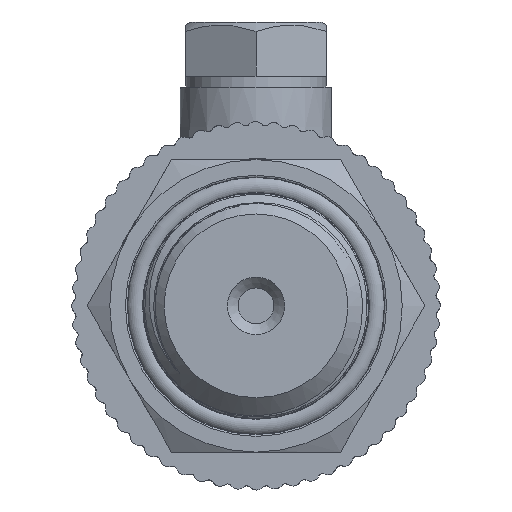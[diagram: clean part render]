
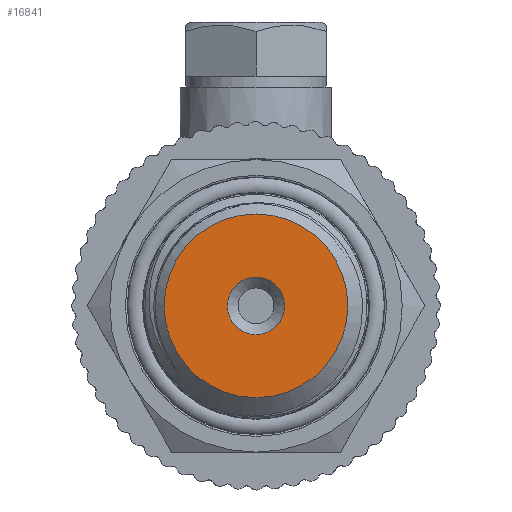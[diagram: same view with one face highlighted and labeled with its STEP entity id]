
A CAD part, left-side view. The second image highlights one B-rep face of the part: STEP entity #16841.
In plain terms, the highlighted planar face has unit normal (-1, 0, 0).
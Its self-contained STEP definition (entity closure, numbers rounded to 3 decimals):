
#176=PLANE('',#17783);
#787=FACE_BOUND('',#2128,.T.);
#1142=FACE_OUTER_BOUND('',#2127,.T.);
#2127=EDGE_LOOP('',(#12609));
#2128=EDGE_LOOP('',(#12610));
#2911=CIRCLE('',#17747,8.478);
#2929=CIRCLE('',#17782,2.65);
#7015=VERTEX_POINT('',#34355);
#7034=VERTEX_POINT('',#38156);
#9058=EDGE_CURVE('',#7015,#7015,#2911,.T.);
#9096=EDGE_CURVE('',#7034,#7034,#2929,.T.);
#12609=ORIENTED_EDGE('',*,*,#9058,.T.);
#12610=ORIENTED_EDGE('',*,*,#9096,.T.);
#16841=ADVANCED_FACE('',(#1142,#787),#176,.T.);
#17747=AXIS2_PLACEMENT_3D('',#34357,#19451,#19452);
#17782=AXIS2_PLACEMENT_3D('',#38158,#19528,#19529);
#17783=AXIS2_PLACEMENT_3D('',#38159,#19530,#19531);
#19451=DIRECTION('center_axis',(-1.,0.,0.));
#19452=DIRECTION('ref_axis',(0.,1.,0.));
#19528=DIRECTION('center_axis',(1.,0.,0.));
#19529=DIRECTION('ref_axis',(0.,0.,-1.));
#19530=DIRECTION('center_axis',(-1.,0.,0.));
#19531=DIRECTION('ref_axis',(0.,0.,1.));
#34355=CARTESIAN_POINT('',(-61.,-8.478,0.));
#34357=CARTESIAN_POINT('Origin',(-61.,0.,0.));
#38156=CARTESIAN_POINT('',(-61.,-2.65,0.));
#38158=CARTESIAN_POINT('Origin',(-61.,0.,0.));
#38159=CARTESIAN_POINT('Origin',(-61.,10.478,0.));
